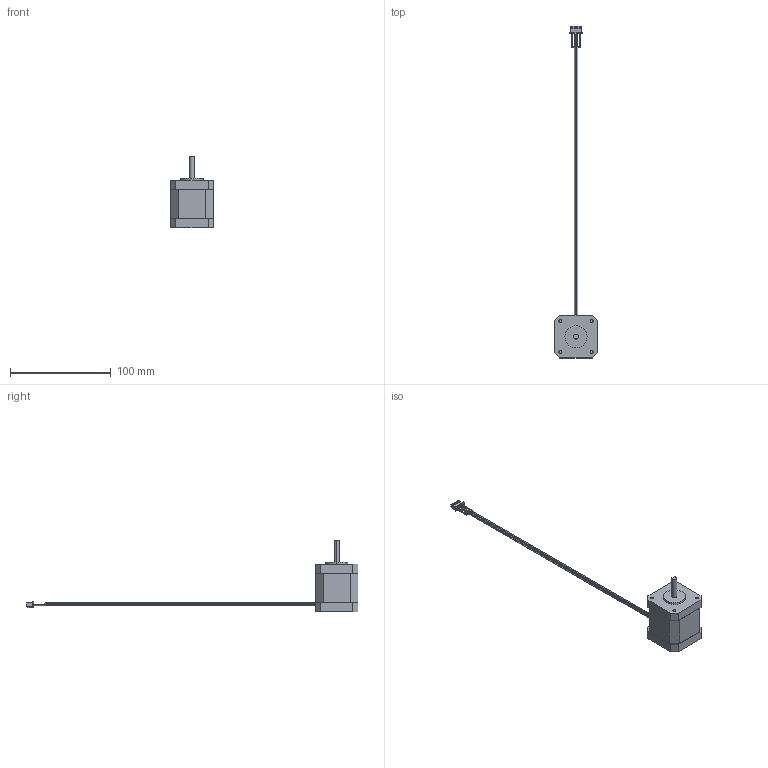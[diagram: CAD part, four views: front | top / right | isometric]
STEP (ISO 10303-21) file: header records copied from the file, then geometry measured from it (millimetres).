
FILE_DESCRIPTION (( 'STEP AP214' ), '1' );
FILE_NAME ('1742-01.STEP', '2014-11-03T13:36:17', ( '' ), ( '' ), 'SwSTEP 2.0', 'SolidWorks 2014', '' );
FILE_SCHEMA (( 'AUTOMOTIVE_DESIGN' ));
Length unit declared in the file: millimetre
Products named in the file (1): 1742-01
Bounding box: 42.3 x 329.8 x 71 mm (x, y, z)
Volume: 81587.3 mm3; surface area: 15454.1 mm2
Topology: 2 solids, 2 shells, 184 faces, 472 edges, 310 vertices
Faces by surface type: plane 135, cylinder 33, torus 16
Entity records: 6735 total; most frequent: CARTESIAN_POINT 967, DIRECTION 946, ORIENTED_EDGE 944, EDGE_CURVE 472, VECTOR 368, LINE 368, VERTEX_POINT 310, AXIS2_PLACEMENT_3D 289
